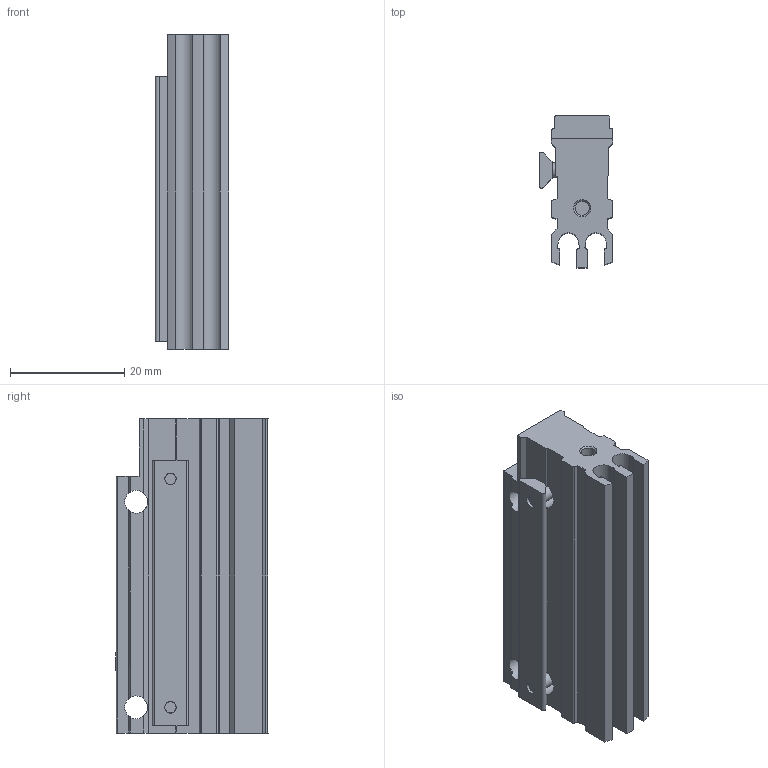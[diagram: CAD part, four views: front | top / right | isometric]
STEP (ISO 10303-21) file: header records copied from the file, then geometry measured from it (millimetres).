
FILE_DESCRIPTION(/* description */ ('STEP AP214'),/* implementation_level */ '2;1');
FILE_NAME(/* name */ '525680_SLG-Z-8_12-A',/* time_stamp */ '2024-09-15T07:16:51+02:00',/* author */ ('License CC BY-ND 4.0'),/* organization */ ('CADENAS'),/* preprocessor_version */ 'ST-DEVELOPER v19.3',/* originating_system */ 'PARTsolutions',/* authorisation */ ' ');
FILE_SCHEMA (('AUTOMOTIVE_DESIGN {1 0 10303 214 3 1 1}'));
Length unit declared in the file: millimetre
Products named in the file (5): 525680 SLG-Z-8/12-A---(1); 395198 SLG-Z-8/12-A---(GEH); 525680 SLG-Z-8/12-A---(AN); DIN-912 - M2.5x8(F); 645947 SLG-Z-8/12-A---(N)
Assembly tree (5 placements, depth 2):
  525680 SLG-Z-8/12-A---(1)
    395198 SLG-Z-8/12-A---(GEH)
    525680 SLG-Z-8/12-A---(AN)
    DIN-912 - M2.5x8(F)  x2
    645947 SLG-Z-8/12-A---(N)
Bounding box: 12.95 x 26.65 x 55 mm (x, y, z)
Volume: 10072.7 mm3; surface area: 9173.3 mm2
Topology: 5 solids, 5 shells, 238 faces, 604 edges, 379 vertices
Faces by surface type: plane 137, cylinder 61, cone 39, torus 1
Full cylindrical faces by diameter (mm): 2.013 x2, 2.459 x2, 2.5 x2, 2.9 x2, 4 x3, 4.5 x2, 5 x4, 6 x2, 8 x1
Entity records: 6443 total; most frequent: CARTESIAN_POINT 1230, DIRECTION 1065, ORIENTED_EDGE 1028, EDGE_CURVE 514, AXIS2_PLACEMENT_3D 385, VERTEX_POINT 344, LINE 295, VECTOR 295
